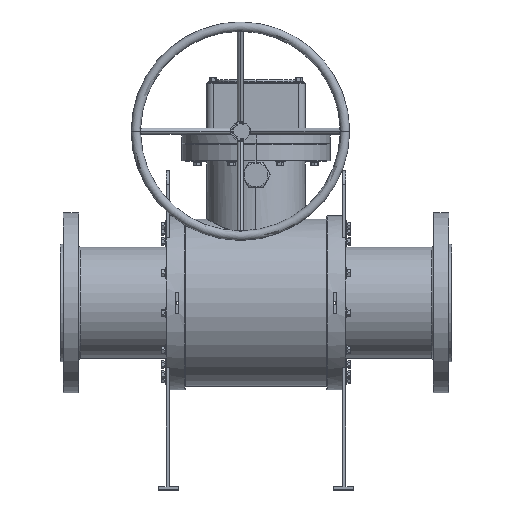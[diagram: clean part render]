
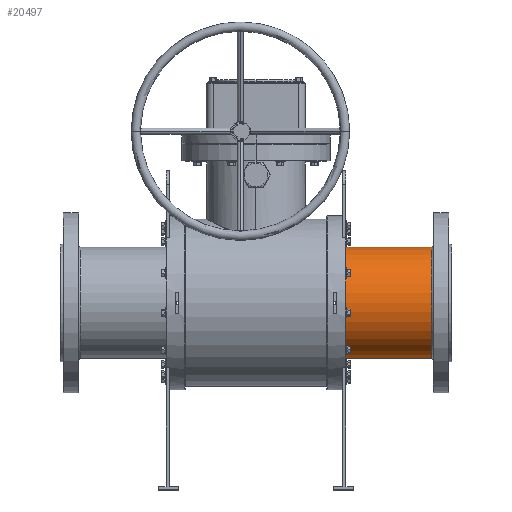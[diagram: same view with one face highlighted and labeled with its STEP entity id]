
A CAD part, top view. The second image highlights one B-rep face of the part: STEP entity #20497.
In plain terms, the highlighted cylindrical face has radius 178.5 mm (diameter 357 mm), a partial arc.
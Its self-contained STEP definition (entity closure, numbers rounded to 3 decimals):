
#1486 = DIRECTION ( 'NONE',  ( -1., 0., 0. ) ) ;
#4399 = EDGE_CURVE ( 'NONE', #18704, #24888, #20357, .T. ) ;
#4889 = VECTOR ( 'NONE', #15944, 1000. ) ;
#5080 = AXIS2_PLACEMENT_3D ( 'NONE', #16960, #1486, #23542 ) ;
#5529 = DIRECTION ( 'NONE',  ( 1., 0., 0. ) ) ;
#5974 = ORIENTED_EDGE ( 'NONE', *, *, #4399, .T. ) ;
#7781 = CARTESIAN_POINT ( 'NONE',  ( 287.5, 0., 0. ) ) ;
#8297 = CARTESIAN_POINT ( 'NONE',  ( 563.5, 178.5, 0. ) ) ;
#8692 = CYLINDRICAL_SURFACE ( 'NONE', #26015, 178.5 ) ;
#10360 = ORIENTED_EDGE ( 'NONE', *, *, #17476, .F. ) ;
#10665 = DIRECTION ( 'NONE',  ( -1., 0., 0. ) ) ;
#11465 = CARTESIAN_POINT ( 'NONE',  ( -628.5, 178.5, 0. ) ) ;
#13034 = CARTESIAN_POINT ( 'NONE',  ( 287.5, 178.5, 0. ) ) ;
#13089 = EDGE_LOOP ( 'NONE', ( #5974, #22657, #25070, #10360 ) ) ;
#13364 = AXIS2_PLACEMENT_3D ( 'NONE', #7781, #5529, #18350 ) ;
#15178 = CARTESIAN_POINT ( 'NONE',  ( -628.5, 0., 0. ) ) ;
#15944 = DIRECTION ( 'NONE',  ( -1., 0., 0. ) ) ;
#16960 = CARTESIAN_POINT ( 'NONE',  ( 563.5, 0., 0. ) ) ;
#17474 = VECTOR ( 'NONE', #20052, 1000. ) ;
#17476 = EDGE_CURVE ( 'NONE', #18704, #23461, #26483, .T. ) ;
#18350 = DIRECTION ( 'NONE',  ( 0., 0., -1. ) ) ;
#18704 = VERTEX_POINT ( 'NONE', #20376 ) ;
#19669 = FACE_OUTER_BOUND ( 'NONE', #13089, .T. ) ;
#20052 = DIRECTION ( 'NONE',  ( -1., 0., 0. ) ) ;
#20357 = CIRCLE ( 'NONE', #5080, 178.5 ) ;
#20376 = CARTESIAN_POINT ( 'NONE',  ( 563.5, -178.5, 0. ) ) ;
#20497 = ADVANCED_FACE ( 'NONE', ( #19669 ), #8692, .T. ) ;
#21602 = EDGE_CURVE ( 'NONE', #24888, #26904, #21749, .T. ) ;
#21749 = LINE ( 'NONE', #11465, #17474 ) ;
#22657 = ORIENTED_EDGE ( 'NONE', *, *, #21602, .T. ) ;
#23461 = VERTEX_POINT ( 'NONE', #25202 ) ;
#23542 = DIRECTION ( 'NONE',  ( 0., 1., 0. ) ) ;
#23746 = DIRECTION ( 'NONE',  ( 0., -1., 0. ) ) ;
#24365 = CARTESIAN_POINT ( 'NONE',  ( -628.5, -178.5, 0. ) ) ;
#24888 = VERTEX_POINT ( 'NONE', #8297 ) ;
#25070 = ORIENTED_EDGE ( 'NONE', *, *, #27071, .T. ) ;
#25202 = CARTESIAN_POINT ( 'NONE',  ( 287.5, -178.5, 0. ) ) ;
#25473 = CIRCLE ( 'NONE', #13364, 178.5 ) ;
#26015 = AXIS2_PLACEMENT_3D ( 'NONE', #15178, #10665, #23746 ) ;
#26483 = LINE ( 'NONE', #24365, #4889 ) ;
#26904 = VERTEX_POINT ( 'NONE', #13034 ) ;
#27071 = EDGE_CURVE ( 'NONE', #26904, #23461, #25473, .T. ) ;
